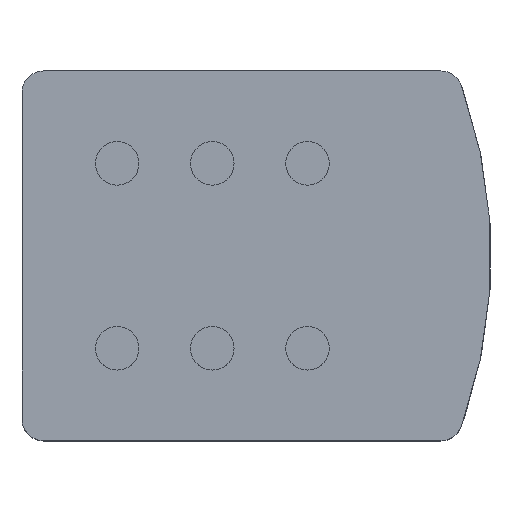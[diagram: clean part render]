
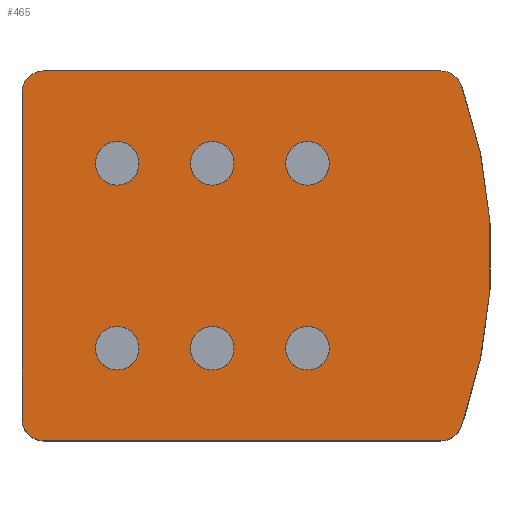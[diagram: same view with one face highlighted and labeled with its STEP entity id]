
A CAD part, top view. The second image highlights one B-rep face of the part: STEP entity #465.
In plain terms, the highlighted planar face has unit normal (0, 0, 1).
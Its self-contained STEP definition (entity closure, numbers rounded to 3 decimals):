
#332=EDGE_CURVE('240[2]',#943,#943,#944,.T.);
#408=EDGE_CURVE('240[2]',#1058,#1058,#1059,.T.);
#431=EDGE_CURVE('240[2]',#1093,#1093,#1094,.T.);
#440=EDGE_CURVE('240[2]',#910,#929,#1107,.T.);
#449=EDGE_CURVE('240[2]',#1040,#840,#1120,.T.);
#465=ADVANCED_FACE('240[2]',(#1141,#1142,#1143,#1144,#1145,#1146,#1147),#1148,.T.);
#599=EDGE_CURVE('240[2]',#1325,#1326,#1327,.T.);
#604=EDGE_CURVE('240[2]',#929,#1286,#1334,.T.);
#667=EDGE_CURVE('240[2]',#1412,#1412,#1413,.T.);
#713=EDGE_CURVE('240[2]',#840,#910,#1468,.T.);
#718=EDGE_CURVE('240[2]',#1425,#1325,#1474,.T.);
#727=EDGE_CURVE('240[2]',#1484,#1484,#1485,.T.);
#766=EDGE_CURVE('240[2]',#1286,#1425,#1528,.T.);
#779=EDGE_CURVE('240[2]',#1326,#1040,#1542,.T.);
#787=EDGE_CURVE('240[2]',#1550,#1550,#1551,.T.);
#840=VERTEX_POINT('',#1602);
#910=VERTEX_POINT('',#1701);
#929=VERTEX_POINT('',#1729);
#943=VERTEX_POINT('',#1748);
#944=CIRCLE('',#1749,4.0);
#1040=VERTEX_POINT('',#1877);
#1058=VERTEX_POINT('',#1903);
#1059=CIRCLE('',#1904,4.0);
#1093=VERTEX_POINT('',#1953);
#1094=CIRCLE('',#1954,4.0);
#1107=CIRCLE('',#1972,4.0);
#1120=CIRCLE('',#1990,4.0);
#1141=FACE_OUTER_BOUND('',#2018,.T.);
#1142=FACE_BOUND('',#2019,.T.);
#1143=FACE_BOUND('',#2020,.T.);
#1144=FACE_BOUND('',#2021,.T.);
#1145=FACE_BOUND('',#2022,.T.);
#1146=FACE_BOUND('',#2023,.T.);
#1147=FACE_BOUND('',#2024,.T.);
#1148=PLANE('',#2025);
#1286=VERTEX_POINT('',#2226);
#1325=VERTEX_POINT('',#2283);
#1326=VERTEX_POINT('',#2284);
#1327=CIRCLE('',#2285,4.0);
#1334=LINE('',#2294,#2295);
#1412=VERTEX_POINT('',#2411);
#1413=CIRCLE('',#2412,4.0);
#1425=VERTEX_POINT('',#2434);
#1468=LINE('',#2503,#2504);
#1474=CIRCLE('',#2512,92.5);
#1484=VERTEX_POINT('',#2527);
#1485=CIRCLE('',#2528,4.0);
#1528=CIRCLE('',#2599,4.0);
#1542=LINE('',#2621,#2622);
#1550=VERTEX_POINT('',#2637);
#1551=CIRCLE('',#2638,4.0);
#1602=CARTESIAN_POINT('',(0.,-30.0,0.));
#1701=CARTESIAN_POINT('',(0.,30.0,0.));
#1729=CARTESIAN_POINT('',(4.,34.0,0.));
#1748=CARTESIAN_POINT('',(35.0,-21.0,0.));
#1749=AXIS2_PLACEMENT_3D('',#2777,#2778,#2779);
#1877=CARTESIAN_POINT('',(4.,-34.0,0.));
#1903=CARTESIAN_POINT('',(35.0,13.0,0.));
#1904=AXIS2_PLACEMENT_3D('',#2925,#2926,#2927);
#1953=CARTESIAN_POINT('',(17.5,13.0,0.));
#1954=AXIS2_PLACEMENT_3D('',#2960,#2961,#2962);
#1972=AXIS2_PLACEMENT_3D('',#2985,#2986,#2987);
#1990=AXIS2_PLACEMENT_3D('',#3004,#3005,#3006);
#2018=EDGE_LOOP('',(#3036,#3037,#3038,#3039,#3040,#3041,#3042,#3043));
#2019=EDGE_LOOP('',(#3044));
#2020=EDGE_LOOP('',(#3045));
#2021=EDGE_LOOP('',(#3046));
#2022=EDGE_LOOP('',(#3047));
#2023=EDGE_LOOP('',(#3048));
#2024=EDGE_LOOP('',(#3049));
#2025=AXIS2_PLACEMENT_3D('',#3050,#3051,#3052);
#2226=CARTESIAN_POINT('',(77.01,34.0,0.));
#2283=CARTESIAN_POINT('',(80.773,-31.356,0.));
#2284=CARTESIAN_POINT('',(77.01,-34.0,0.));
#2285=AXIS2_PLACEMENT_3D('',#3272,#3273,#3274);
#2294=CARTESIAN_POINT('',(0.,34.0,0.));
#2295=VECTOR('',#3281,1.0);
#2411=CARTESIAN_POINT('',(52.5,-21.0,0.));
#2412=AXIS2_PLACEMENT_3D('',#3410,#3411,#3412);
#2434=CARTESIAN_POINT('',(80.773,31.356,0.));
#2503=CARTESIAN_POINT('',(0.,-34.0,0.));
#2504=VECTOR('',#3462,1.0);
#2512=AXIS2_PLACEMENT_3D('',#3471,#3472,#3473);
#2527=CARTESIAN_POINT('',(52.5,13.0,0.));
#2528=AXIS2_PLACEMENT_3D('',#3486,#3487,#3488);
#2599=AXIS2_PLACEMENT_3D('',#3535,#3536,#3537);
#2621=CARTESIAN_POINT('',(79.775,-34.0,0.));
#2622=VECTOR('',#3554,1.0);
#2637=CARTESIAN_POINT('',(17.5,-21.0,0.));
#2638=AXIS2_PLACEMENT_3D('',#3558,#3559,#3560);
#2777=CARTESIAN_POINT('',(35.0,-17.0,0.));
#2778=DIRECTION('',(0.,0.,-1.0));
#2779=DIRECTION('',(0.,-1.0,0.));
#2925=CARTESIAN_POINT('',(35.0,17.0,0.));
#2926=DIRECTION('',(0.,0.,-1.0));
#2927=DIRECTION('',(0.,-1.0,0.));
#2960=CARTESIAN_POINT('',(17.5,17.0,0.));
#2961=DIRECTION('',(0.,0.,-1.0));
#2962=DIRECTION('',(0.,-1.0,0.));
#2985=CARTESIAN_POINT('',(4.,30.0,0.));
#2986=DIRECTION('',(0.,0.,-1.0));
#2987=DIRECTION('',(-0.707,0.707,0.));
#3004=CARTESIAN_POINT('',(4.,-30.0,0.));
#3005=DIRECTION('',(0.,0.,-1.0));
#3006=DIRECTION('',(-0.707,-0.707,0.));
#3036=ORIENTED_EDGE('',*,*,#766,.F.);
#3037=ORIENTED_EDGE('',*,*,#604,.F.);
#3038=ORIENTED_EDGE('',*,*,#440,.F.);
#3039=ORIENTED_EDGE('',*,*,#713,.F.);
#3040=ORIENTED_EDGE('',*,*,#449,.F.);
#3041=ORIENTED_EDGE('',*,*,#779,.F.);
#3042=ORIENTED_EDGE('',*,*,#599,.F.);
#3043=ORIENTED_EDGE('',*,*,#718,.F.);
#3044=ORIENTED_EDGE('',*,*,#727,.T.);
#3045=ORIENTED_EDGE('',*,*,#408,.T.);
#3046=ORIENTED_EDGE('',*,*,#431,.T.);
#3047=ORIENTED_EDGE('',*,*,#667,.T.);
#3048=ORIENTED_EDGE('',*,*,#332,.T.);
#3049=ORIENTED_EDGE('',*,*,#787,.T.);
#3050=CARTESIAN_POINT('',(39.887,34.0,0.));
#3051=DIRECTION('',(0.,0.,1.0));
#3052=DIRECTION('',(0.,-1.0,0.));
#3272=CARTESIAN_POINT('',(77.01,-30.0,0.));
#3273=DIRECTION('',(0.,0.,-1.0));
#3274=DIRECTION('',(0.575,-0.818,0.));
#3281=DIRECTION('',(1.0,0.,0.));
#3410=CARTESIAN_POINT('',(52.5,-17.0,0.));
#3411=DIRECTION('',(0.,0.,-1.0));
#3412=DIRECTION('',(0.,-1.0,0.));
#3462=DIRECTION('',(0.,1.0,0.));
#3471=CARTESIAN_POINT('',(-6.25,0.,0.));
#3472=DIRECTION('',(0.,0.,-1.0));
#3473=DIRECTION('',(0.,-1.0,0.));
#3486=CARTESIAN_POINT('',(52.5,17.0,0.));
#3487=DIRECTION('',(0.,0.,-1.0));
#3488=DIRECTION('',(0.,-1.0,0.));
#3535=CARTESIAN_POINT('',(77.01,30.0,0.));
#3536=DIRECTION('',(0.,0.,-1.0));
#3537=DIRECTION('',(0.575,0.818,0.));
#3554=DIRECTION('',(-1.0,0.,0.));
#3558=CARTESIAN_POINT('',(17.5,-17.0,0.));
#3559=DIRECTION('',(0.,0.,-1.0));
#3560=DIRECTION('',(0.,-1.0,0.));
